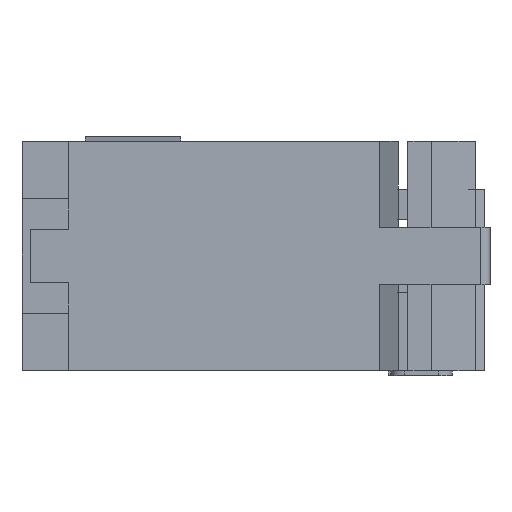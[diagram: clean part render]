
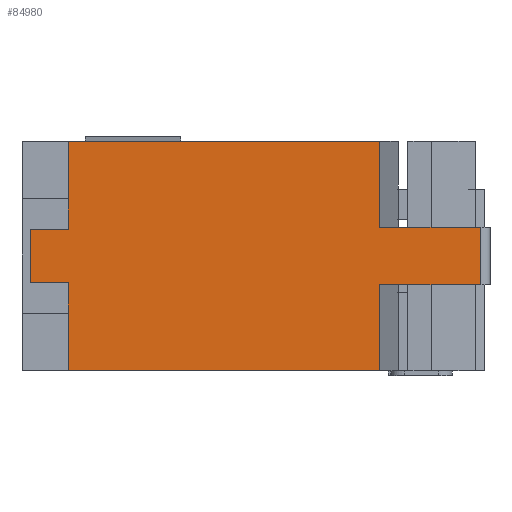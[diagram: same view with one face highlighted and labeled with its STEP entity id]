
A CAD part, left-side view. The second image highlights one B-rep face of the part: STEP entity #84980.
In plain terms, the highlighted planar face has unit normal (-1, 0, 0).
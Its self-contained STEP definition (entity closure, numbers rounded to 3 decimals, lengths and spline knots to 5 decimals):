
#6810=FACE_OUTER_BOUND('',#11185,.T.);
#11185=EDGE_LOOP('',(#68611,#68612,#68613,#68614,#68615,#68616,#68617,#68618,
#68619,#68620,#68621,#68622));
#20125=LINE('',#137791,#29939);
#20298=LINE('',#138147,#30112);
#20321=LINE('',#138191,#30135);
#20330=LINE('',#138209,#30144);
#20335=LINE('',#138220,#30149);
#20336=LINE('',#138222,#30150);
#20337=LINE('',#138224,#30151);
#20338=LINE('',#138226,#30152);
#20339=LINE('',#138228,#30153);
#20340=LINE('',#138230,#30154);
#20341=LINE('',#138231,#30155);
#20342=LINE('',#138232,#30156);
#29939=VECTOR('',#107356,0.3937);
#30112=VECTOR('',#107631,0.3937);
#30135=VECTOR('',#107666,0.3937);
#30144=VECTOR('',#107685,0.3937);
#30149=VECTOR('',#107694,0.3937);
#30150=VECTOR('',#107695,0.3937);
#30151=VECTOR('',#107696,0.3937);
#30152=VECTOR('',#107697,0.3937);
#30153=VECTOR('',#107698,0.3937);
#30154=VECTOR('',#107699,0.3937);
#30155=VECTOR('',#107700,0.3937);
#30156=VECTOR('',#107701,0.3937);
#37964=VERTEX_POINT('',#137785);
#37966=VERTEX_POINT('',#137789);
#38097=VERTEX_POINT('',#138144);
#38098=VERTEX_POINT('',#138146);
#38113=VERTEX_POINT('',#138189);
#38117=VERTEX_POINT('',#138207);
#38121=VERTEX_POINT('',#138219);
#38122=VERTEX_POINT('',#138221);
#38123=VERTEX_POINT('',#138223);
#38124=VERTEX_POINT('',#138225);
#38125=VERTEX_POINT('',#138227);
#38126=VERTEX_POINT('',#138229);
#48770=EDGE_CURVE('',#37966,#37964,#20125,.T.);
#48948=EDGE_CURVE('',#38098,#38097,#20298,.T.);
#48971=EDGE_CURVE('',#38097,#38113,#20321,.T.);
#48980=EDGE_CURVE('',#38113,#38117,#20330,.T.);
#48985=EDGE_CURVE('',#38117,#38121,#20335,.T.);
#48986=EDGE_CURVE('',#38122,#38121,#20336,.T.);
#48987=EDGE_CURVE('',#38122,#38123,#20337,.T.);
#48988=EDGE_CURVE('',#38124,#38123,#20338,.T.);
#48989=EDGE_CURVE('',#38125,#38124,#20339,.T.);
#48990=EDGE_CURVE('',#38126,#38125,#20340,.T.);
#48991=EDGE_CURVE('',#38126,#37964,#20341,.T.);
#48992=EDGE_CURVE('',#37966,#38098,#20342,.T.);
#68611=ORIENTED_EDGE('',*,*,#48948,.T.);
#68612=ORIENTED_EDGE('',*,*,#48971,.T.);
#68613=ORIENTED_EDGE('',*,*,#48980,.T.);
#68614=ORIENTED_EDGE('',*,*,#48985,.T.);
#68615=ORIENTED_EDGE('',*,*,#48986,.F.);
#68616=ORIENTED_EDGE('',*,*,#48987,.T.);
#68617=ORIENTED_EDGE('',*,*,#48988,.F.);
#68618=ORIENTED_EDGE('',*,*,#48989,.F.);
#68619=ORIENTED_EDGE('',*,*,#48990,.F.);
#68620=ORIENTED_EDGE('',*,*,#48991,.T.);
#68621=ORIENTED_EDGE('',*,*,#48770,.F.);
#68622=ORIENTED_EDGE('',*,*,#48992,.T.);
#76442=PLANE('',#90070);
#84980=ADVANCED_FACE('',(#6810),#76442,.T.);
#90070=AXIS2_PLACEMENT_3D('',#138218,#107692,#107693);
#107356=DIRECTION('',(0.,-1.,0.));
#107631=DIRECTION('',(0.,1.,0.));
#107666=DIRECTION('',(0.,0.,-1.));
#107685=DIRECTION('',(0.,-1.,0.));
#107692=DIRECTION('center_axis',(-1.,0.,0.));
#107693=DIRECTION('ref_axis',(0.,1.,0.));
#107694=DIRECTION('',(0.,0.,-1.));
#107695=DIRECTION('',(0.,1.,0.));
#107696=DIRECTION('',(0.,0.,1.));
#107697=DIRECTION('',(0.,1.,0.));
#107698=DIRECTION('',(0.,0.,-1.));
#107699=DIRECTION('',(0.,-1.,0.));
#107700=DIRECTION('',(0.,0.,1.));
#107701=DIRECTION('',(0.,0.,-1.));
#137785=CARTESIAN_POINT('',(-1.1418,-0.2232,0.11752));
#137789=CARTESIAN_POINT('',(-1.1418,0.10227,0.11752));
#137791=CARTESIAN_POINT('',(-1.1418,-0.33873,0.11752));
#138144=CARTESIAN_POINT('',(-1.1418,0.14227,0.02552));
#138146=CARTESIAN_POINT('',(-1.1418,0.10227,0.02552));
#138147=CARTESIAN_POINT('',(-1.1418,-0.11732,0.02552));
#138189=CARTESIAN_POINT('',(-1.1418,0.14227,-0.03048));
#138191=CARTESIAN_POINT('',(-1.1418,0.14227,-0.00248));
#138207=CARTESIAN_POINT('',(-1.1418,0.10227,-0.03048));
#138209=CARTESIAN_POINT('',(-1.1418,-0.11732,-0.03048));
#138218=CARTESIAN_POINT('Origin',(-1.1418,-0.33873,
-0.00248));
#138219=CARTESIAN_POINT('',(-1.1418,0.10227,-0.12248));
#138220=CARTESIAN_POINT('',(-1.1418,0.10227,-0.06248));
#138221=CARTESIAN_POINT('',(-1.1418,-0.2232,-0.12248));
#138222=CARTESIAN_POINT('',(-1.1418,-0.33873,-0.12248));
#138223=CARTESIAN_POINT('',(-1.1418,-0.2232,-0.03248));
#138224=CARTESIAN_POINT('',(-1.1418,-0.2232,-0.06248));
#138225=CARTESIAN_POINT('',(-1.1418,-0.32873,-0.03248));
#138226=CARTESIAN_POINT('',(-1.1418,-0.33873,-0.03248));
#138227=CARTESIAN_POINT('',(-1.1418,-0.32873,0.02752));
#138228=CARTESIAN_POINT('',(-1.1418,-0.32873,-0.00248));
#138229=CARTESIAN_POINT('',(-1.1418,-0.2232,0.02752));
#138230=CARTESIAN_POINT('',(-1.1418,-0.2232,0.02752));
#138231=CARTESIAN_POINT('',(-1.1418,-0.2232,0.05752));
#138232=CARTESIAN_POINT('',(-1.1418,0.10227,0.02652));
